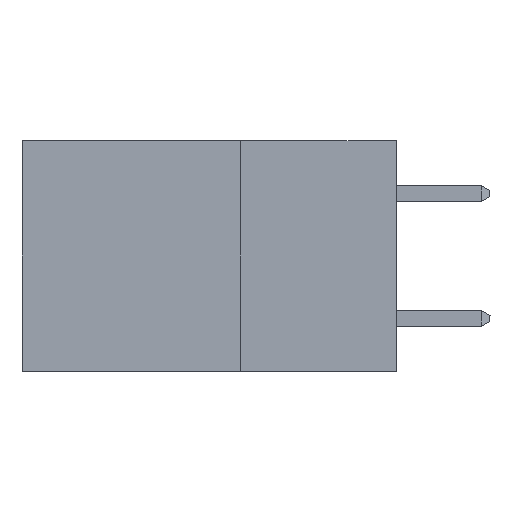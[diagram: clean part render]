
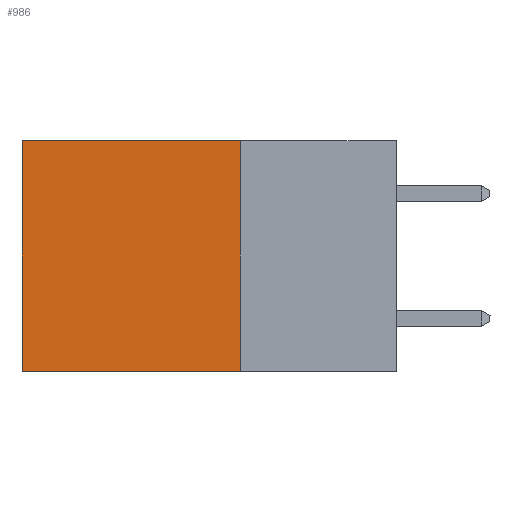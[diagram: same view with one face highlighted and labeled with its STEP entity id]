
A CAD part, left-side view. The second image highlights one B-rep face of the part: STEP entity #986.
In plain terms, the highlighted planar face has unit normal (-1, 0, 0).
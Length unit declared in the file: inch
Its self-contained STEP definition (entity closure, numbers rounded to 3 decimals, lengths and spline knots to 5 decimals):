
#237 = EDGE_LOOP ( 'NONE', ( #8006, #9749, #10739, #6143 ) ) ;
#986 = ADVANCED_FACE ( 'NONE', ( #6757 ), #13955, .F. ) ;
#1030 = LINE ( 'NONE', #9082, #12357 ) ;
#2114 = CARTESIAN_POINT ( 'NONE',  ( 0.298, 0.25, 0. ) ) ;
#2369 = DIRECTION ( 'NONE',  ( 0., 0., -1. ) ) ;
#2892 = CARTESIAN_POINT ( 'NONE',  ( 0.298, 0.6, 0. ) ) ;
#3369 = EDGE_CURVE ( 'NONE', #11272, #11759, #9169, .T. ) ;
#3578 = CARTESIAN_POINT ( 'NONE',  ( 0.298, 0.25, -0.37 ) ) ;
#4031 = CARTESIAN_POINT ( 'NONE',  ( 0.298, 0.6, 0. ) ) ;
#4858 = DIRECTION ( 'NONE',  ( 0., 1., 0. ) ) ;
#4874 = DIRECTION ( 'NONE',  ( 1., 0., 0. ) ) ;
#6143 = ORIENTED_EDGE ( 'NONE', *, *, #9551, .T. ) ;
#6330 = CARTESIAN_POINT ( 'NONE',  ( 0.298, 0.25, 0. ) ) ;
#6757 = FACE_OUTER_BOUND ( 'NONE', #237, .T. ) ;
#7437 = AXIS2_PLACEMENT_3D ( 'NONE', #7495, #4874, #16869 ) ;
#7495 = CARTESIAN_POINT ( 'NONE',  ( 0.298, 0.25, 0. ) ) ;
#7583 = VERTEX_POINT ( 'NONE', #15017 ) ;
#8006 = ORIENTED_EDGE ( 'NONE', *, *, #3369, .T. ) ;
#8084 = DIRECTION ( 'NONE',  ( 0., 0., -1. ) ) ;
#8728 = LINE ( 'NONE', #2114, #16982 ) ;
#9082 = CARTESIAN_POINT ( 'NONE',  ( 0.298, 0.25, -0.37 ) ) ;
#9169 = LINE ( 'NONE', #2892, #15994 ) ;
#9473 = CARTESIAN_POINT ( 'NONE',  ( 0.298, 0.6, -0.37 ) ) ;
#9551 = EDGE_CURVE ( 'NONE', #7583, #11272, #8728, .T. ) ;
#9749 = ORIENTED_EDGE ( 'NONE', *, *, #10107, .F. ) ;
#10107 = EDGE_CURVE ( 'NONE', #10892, #11759, #1030, .T. ) ;
#10739 = ORIENTED_EDGE ( 'NONE', *, *, #12313, .F. ) ;
#10892 = VERTEX_POINT ( 'NONE', #3578 ) ;
#11158 = LINE ( 'NONE', #6330, #14883 ) ;
#11272 = VERTEX_POINT ( 'NONE', #4031 ) ;
#11683 = DIRECTION ( 'NONE',  ( 0., 1., 0. ) ) ;
#11759 = VERTEX_POINT ( 'NONE', #9473 ) ;
#12313 = EDGE_CURVE ( 'NONE', #7583, #10892, #11158, .T. ) ;
#12357 = VECTOR ( 'NONE', #11683, 39.37008 ) ;
#13955 = PLANE ( 'NONE',  #7437 ) ;
#14883 = VECTOR ( 'NONE', #2369, 39.37008 ) ;
#15017 = CARTESIAN_POINT ( 'NONE',  ( 0.298, 0.25, 0. ) ) ;
#15994 = VECTOR ( 'NONE', #8084, 39.37008 ) ;
#16869 = DIRECTION ( 'NONE',  ( 0., 0., -1. ) ) ;
#16982 = VECTOR ( 'NONE', #4858, 39.37008 ) ;
